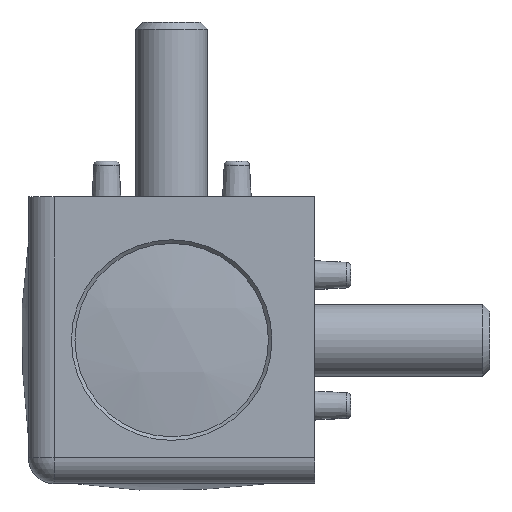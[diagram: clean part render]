
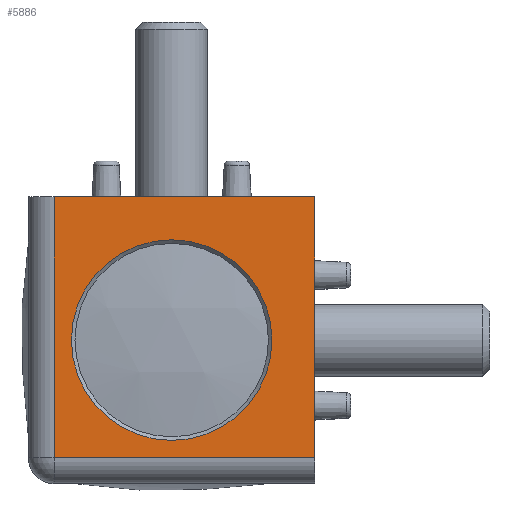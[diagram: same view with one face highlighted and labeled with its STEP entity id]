
A CAD part, top view. The second image highlights one B-rep face of the part: STEP entity #5886.
In plain terms, the highlighted planar face has unit normal (0, 0, 1).
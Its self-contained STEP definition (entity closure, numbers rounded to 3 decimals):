
#135=FACE_BOUND('',#1649,.T.);
#159=PLANE('',#6613);
#506=LINE('',#10390,#868);
#558=LINE('',#10690,#920);
#573=LINE('',#10741,#935);
#574=LINE('',#10742,#936);
#868=VECTOR('',#7832,1000.);
#920=VECTOR('',#7958,1000.);
#935=VECTOR('',#8003,1000.);
#936=VECTOR('',#8004,1000.);
#1262=FACE_OUTER_BOUND('',#1648,.T.);
#1648=EDGE_LOOP('',(#4605,#4606,#4607,#4608));
#1649=EDGE_LOOP('',(#4609,#4610));
#2150=CIRCLE('',#6469,6.999);
#2151=CIRCLE('',#6470,6.999);
#2598=VERTEX_POINT('',#9976);
#2599=VERTEX_POINT('',#9978);
#2715=VERTEX_POINT('',#10387);
#2716=VERTEX_POINT('',#10389);
#2782=VERTEX_POINT('',#10689);
#2803=VERTEX_POINT('',#10740);
#3204=EDGE_CURVE('',#2599,#2598,#2150,.T.);
#3205=EDGE_CURVE('',#2598,#2599,#2151,.T.);
#3352=EDGE_CURVE('',#2716,#2715,#506,.T.);
#3437=EDGE_CURVE('',#2782,#2716,#558,.T.);
#3464=EDGE_CURVE('',#2715,#2803,#573,.T.);
#3465=EDGE_CURVE('',#2803,#2782,#574,.T.);
#4605=ORIENTED_EDGE('',*,*,#3464,.T.);
#4606=ORIENTED_EDGE('',*,*,#3465,.T.);
#4607=ORIENTED_EDGE('',*,*,#3437,.T.);
#4608=ORIENTED_EDGE('',*,*,#3352,.T.);
#4609=ORIENTED_EDGE('',*,*,#3204,.T.);
#4610=ORIENTED_EDGE('',*,*,#3205,.T.);
#5886=ADVANCED_FACE('',(#1262,#135),#159,.T.);
#6469=AXIS2_PLACEMENT_3D('',#9979,#7576,#7577);
#6470=AXIS2_PLACEMENT_3D('',#9980,#7578,#7579);
#6613=AXIS2_PLACEMENT_3D('',#10739,#8001,#8002);
#7576=DIRECTION('center_axis',(0.,0.,-1.));
#7577=DIRECTION('ref_axis',(1.,0.,0.));
#7578=DIRECTION('center_axis',(0.,0.,-1.));
#7579=DIRECTION('ref_axis',(1.,0.,0.));
#7832=DIRECTION('',(-1.,0.,0.));
#7958=DIRECTION('',(0.,1.,0.));
#8001=DIRECTION('center_axis',(0.,0.,1.));
#8002=DIRECTION('ref_axis',(1.,0.,0.));
#8003=DIRECTION('',(0.,-1.,0.));
#8004=DIRECTION('',(1.,0.,0.));
#9976=CARTESIAN_POINT('',(-6.999,0.,10.));
#9978=CARTESIAN_POINT('',(6.999,0.,10.));
#9979=CARTESIAN_POINT('Origin',(0.,0.,10.));
#9980=CARTESIAN_POINT('Origin',(0.,0.,10.));
#10387=CARTESIAN_POINT('',(-8.2,10.,10.));
#10389=CARTESIAN_POINT('',(10.,10.,10.));
#10390=CARTESIAN_POINT('',(-10.,10.,10.));
#10689=CARTESIAN_POINT('',(10.,-8.2,10.));
#10690=CARTESIAN_POINT('',(10.,10.,10.));
#10739=CARTESIAN_POINT('Origin',(-10.,-10.,10.));
#10740=CARTESIAN_POINT('',(-8.2,-8.2,10.));
#10741=CARTESIAN_POINT('',(-8.2,-10.,10.));
#10742=CARTESIAN_POINT('',(10.,-8.2,10.));
